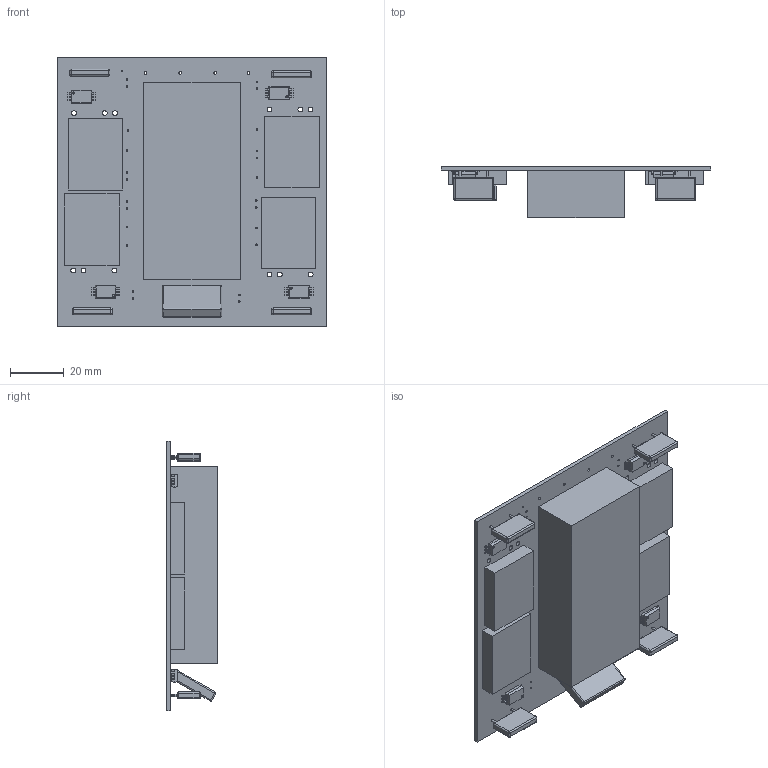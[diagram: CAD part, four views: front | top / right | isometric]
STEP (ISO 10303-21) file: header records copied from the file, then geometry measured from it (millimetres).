
FILE_DESCRIPTION (( 'STEP AP214' ), '1' );
FILE_NAME ('compactPCBconsolidated.STEP', '2021-08-04T21:05:49', ( '' ), ( '' ), 'SwSTEP 2.0', 'SolidWorks 2019', '' );
FILE_SCHEMA (( 'AUTOMOTIVE_DESIGN' ));
Length unit declared in the file: millimetre
Products named in the file (7): compactPCBconsolidated; HRL30_mockup; compactPCB; gatedriver_mockup; SV17KC273KAR; MOSFET_mockup; SLIM-MOX10203
Assembly tree (15 placements, depth 2):
  compactPCBconsolidated
    compactPCB
    HRL30_mockup
    SV17KC273KAR
    MOSFET_mockup  x4
    SLIM-MOX10203  x4
    gatedriver_mockup  x4
Bounding box: 100 x 18.89 x 100 mm (x, y, z)
Volume: 74169.5 mm3; surface area: 39070.9 mm2
Topology: 15 solids, 15 shells, 866 faces, 1986 edges, 1124 vertices
Faces by surface type: plane 528, cylinder 298, sphere 40
Entity records: 11526 total; most frequent: DIRECTION 1840, CARTESIAN_POINT 1671, ORIENTED_EDGE 1612, EDGE_CURVE 806, AXIS2_PLACEMENT_3D 689, VERTEX_POINT 488, VECTOR 462, LINE 462
